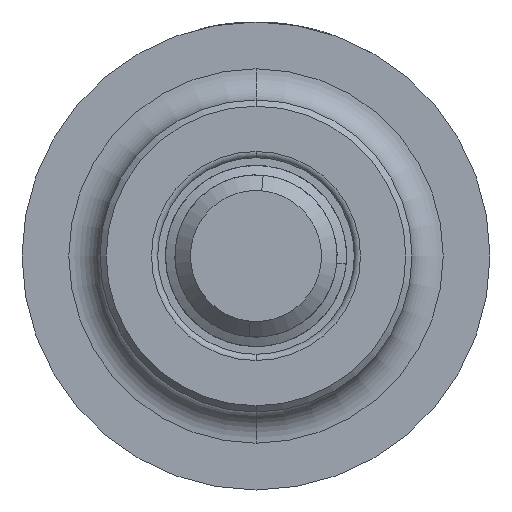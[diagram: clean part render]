
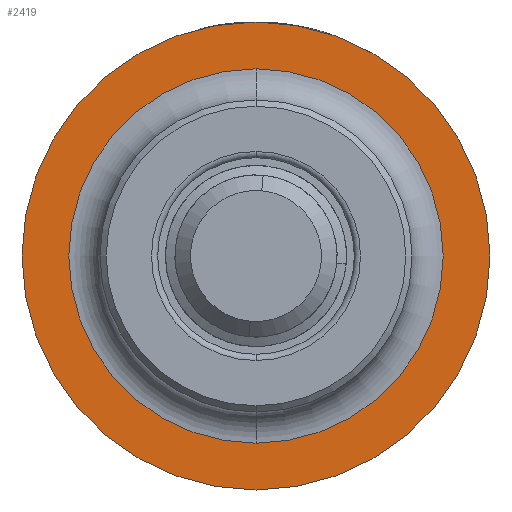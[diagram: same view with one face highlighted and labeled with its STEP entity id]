
A CAD part, front view. The second image highlights one B-rep face of the part: STEP entity #2419.
In plain terms, the highlighted planar face has unit normal (0, -1, 0).
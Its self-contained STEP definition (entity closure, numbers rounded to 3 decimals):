
#177 = EDGE_CURVE ( 'NONE', #1906, #2820, #5652, .T. ) ;
#225 = AXIS2_PLACEMENT_3D ( 'NONE', #5708, #2191, #2690 ) ;
#422 = FACE_BOUND ( 'NONE', #3206, .T. ) ;
#460 = DIRECTION ( 'NONE',  ( 0., 0., -1. ) ) ;
#528 = DIRECTION ( 'NONE',  ( 0., -1., 0. ) ) ;
#533 = CARTESIAN_POINT ( 'NONE',  ( 0., 12.42, 0. ) ) ;
#676 = FACE_OUTER_BOUND ( 'NONE', #1449, .T. ) ;
#710 = CARTESIAN_POINT ( 'NONE',  ( 0., 12.42, 0. ) ) ;
#822 = EDGE_CURVE ( 'NONE', #2820, #1906, #1614, .T. ) ;
#1006 = AXIS2_PLACEMENT_3D ( 'NONE', #710, #2775, #3296 ) ;
#1014 = CARTESIAN_POINT ( 'NONE',  ( 0., 12.42, 0. ) ) ;
#1436 = CARTESIAN_POINT ( 'NONE',  ( 0., 12.42, -7.5 ) ) ;
#1449 = EDGE_LOOP ( 'NONE', ( #3747, #3823 ) ) ;
#1501 = PLANE ( 'NONE',  #4134 ) ;
#1614 = CIRCLE ( 'NONE', #1006, 6. ) ;
#1906 = VERTEX_POINT ( 'NONE', #5852 ) ;
#2020 = AXIS2_PLACEMENT_3D ( 'NONE', #1014, #528, #3577 ) ;
#2191 = DIRECTION ( 'NONE',  ( 0., -1., 0. ) ) ;
#2419 = ADVANCED_FACE ( 'NONE', ( #676, #422 ), #1501, .T. ) ;
#2690 = DIRECTION ( 'NONE',  ( 0., 0., -1. ) ) ;
#2775 = DIRECTION ( 'NONE',  ( 0., -1., 0. ) ) ;
#2820 = VERTEX_POINT ( 'NONE', #3163 ) ;
#3043 = EDGE_CURVE ( 'NONE', #3564, #3993, #3601, .T. ) ;
#3163 = CARTESIAN_POINT ( 'NONE',  ( 0., 12.42, 6. ) ) ;
#3206 = EDGE_LOOP ( 'NONE', ( #5984, #5057 ) ) ;
#3296 = DIRECTION ( 'NONE',  ( 0., 0., -1. ) ) ;
#3564 = VERTEX_POINT ( 'NONE', #5683 ) ;
#3577 = DIRECTION ( 'NONE',  ( 0., 0., -1. ) ) ;
#3601 = CIRCLE ( 'NONE', #2020, 7.5 ) ;
#3612 = CIRCLE ( 'NONE', #225, 7.5 ) ;
#3742 = AXIS2_PLACEMENT_3D ( 'NONE', #533, #6268, #5249 ) ;
#3747 = ORIENTED_EDGE ( 'NONE', *, *, #5653, .T. ) ;
#3823 = ORIENTED_EDGE ( 'NONE', *, *, #3043, .T. ) ;
#3993 = VERTEX_POINT ( 'NONE', #1436 ) ;
#4134 = AXIS2_PLACEMENT_3D ( 'NONE', #5064, #5616, #460 ) ;
#5057 = ORIENTED_EDGE ( 'NONE', *, *, #822, .F. ) ;
#5064 = CARTESIAN_POINT ( 'NONE',  ( 6., 12.42, 0. ) ) ;
#5249 = DIRECTION ( 'NONE',  ( 0., 0., -1. ) ) ;
#5616 = DIRECTION ( 'NONE',  ( 0., -1., 0. ) ) ;
#5652 = CIRCLE ( 'NONE', #3742, 6. ) ;
#5653 = EDGE_CURVE ( 'NONE', #3993, #3564, #3612, .T. ) ;
#5683 = CARTESIAN_POINT ( 'NONE',  ( 0., 12.42, 7.5 ) ) ;
#5708 = CARTESIAN_POINT ( 'NONE',  ( 0., 12.42, 0. ) ) ;
#5852 = CARTESIAN_POINT ( 'NONE',  ( 0., 12.42, -6. ) ) ;
#5984 = ORIENTED_EDGE ( 'NONE', *, *, #177, .F. ) ;
#6268 = DIRECTION ( 'NONE',  ( 0., -1., 0. ) ) ;
